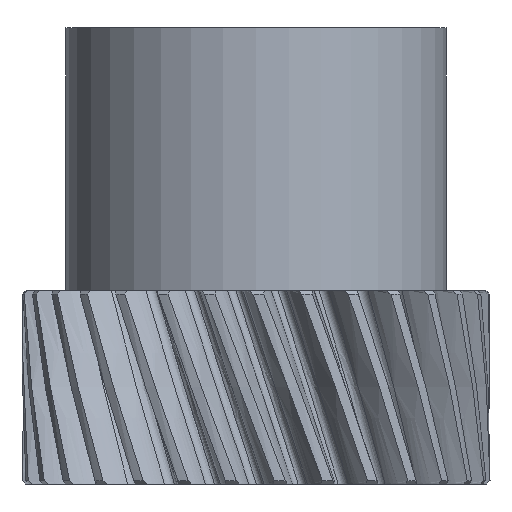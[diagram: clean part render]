
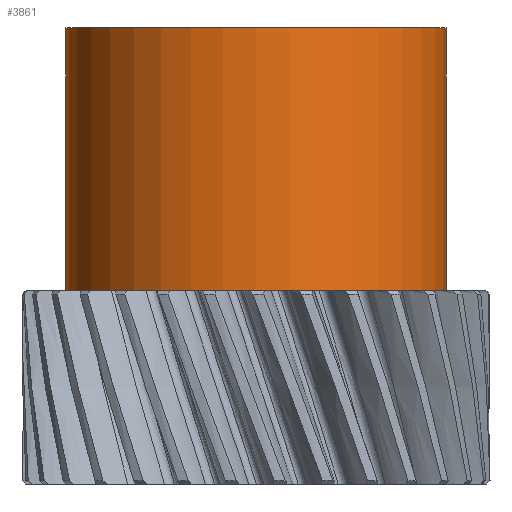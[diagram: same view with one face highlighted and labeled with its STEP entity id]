
A CAD part, front view. The second image highlights one B-rep face of the part: STEP entity #3861.
In plain terms, the highlighted cylindrical face has radius 27.5 mm (diameter 55 mm), a partial arc.
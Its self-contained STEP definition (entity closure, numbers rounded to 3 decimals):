
#3861 = ADVANCED_FACE ( 'NONE', ( #11991 ), #43750, .T. ) ;
#4186 = DIRECTION ( 'NONE',  ( -1., 0., 0. ) ) ;
#11991 = FACE_OUTER_BOUND ( 'NONE', #81007, .T. ) ;
#15879 = CARTESIAN_POINT ( 'NONE',  ( -27.5, 0., 0. ) ) ;
#17042 = DIRECTION ( 'NONE',  ( 0., 0., 1. ) ) ;
#17548 = CARTESIAN_POINT ( 'NONE',  ( 0., 0., -38. ) ) ;
#20006 = EDGE_CURVE ( 'NONE', #43256, #101059, #97594, .T. ) ;
#26076 = CARTESIAN_POINT ( 'NONE',  ( 0., 0., 0. ) ) ;
#26382 = DIRECTION ( 'NONE',  ( -1., 0., 0. ) ) ;
#28265 = AXIS2_PLACEMENT_3D ( 'NONE', #26076, #67203, #4186 ) ;
#29524 = EDGE_CURVE ( 'NONE', #90038, #101059, #99169, .T. ) ;
#34546 = DIRECTION ( 'NONE',  ( 0., 0., -1. ) ) ;
#36420 = DIRECTION ( 'NONE',  ( 0., 0., -1. ) ) ;
#40296 = VECTOR ( 'NONE', #36420, 1000. ) ;
#41882 = CARTESIAN_POINT ( 'NONE',  ( 27.5, 0., 0. ) ) ;
#42903 = EDGE_CURVE ( 'NONE', #43256, #71864, #94288, .T. ) ;
#43256 = VERTEX_POINT ( 'NONE', #77762 ) ;
#43750 = CYLINDRICAL_SURFACE ( 'NONE', #28265, 27.5 ) ;
#47607 = AXIS2_PLACEMENT_3D ( 'NONE', #17548, #17042, #26382 ) ;
#56318 = EDGE_CURVE ( 'NONE', #71864, #90038, #66656, .T. ) ;
#57691 = ORIENTED_EDGE ( 'NONE', *, *, #20006, .F. ) ;
#58883 = ORIENTED_EDGE ( 'NONE', *, *, #56318, .T. ) ;
#59041 = DIRECTION ( 'NONE',  ( -1., 0., 0. ) ) ;
#59436 = ORIENTED_EDGE ( 'NONE', *, *, #29524, .T. ) ;
#65046 = VECTOR ( 'NONE', #75197, 1000. ) ;
#66656 = LINE ( 'NONE', #92161, #40296 ) ;
#67203 = DIRECTION ( 'NONE',  ( 0., 0., -1. ) ) ;
#69321 = AXIS2_PLACEMENT_3D ( 'NONE', #99115, #34546, #59041 ) ;
#71864 = VERTEX_POINT ( 'NONE', #15879 ) ;
#75197 = DIRECTION ( 'NONE',  ( 0., 0., -1. ) ) ;
#75647 = CARTESIAN_POINT ( 'NONE',  ( 27.5, 0., -38. ) ) ;
#77762 = CARTESIAN_POINT ( 'NONE',  ( 27.5, 0., 0. ) ) ;
#81007 = EDGE_LOOP ( 'NONE', ( #57691, #97553, #58883, #59436 ) ) ;
#85719 = CARTESIAN_POINT ( 'NONE',  ( -27.5, 0., -38. ) ) ;
#90038 = VERTEX_POINT ( 'NONE', #85719 ) ;
#92161 = CARTESIAN_POINT ( 'NONE',  ( -27.5, 0., 0. ) ) ;
#94288 = CIRCLE ( 'NONE', #69321, 27.5 ) ;
#97553 = ORIENTED_EDGE ( 'NONE', *, *, #42903, .T. ) ;
#97594 = LINE ( 'NONE', #41882, #65046 ) ;
#99115 = CARTESIAN_POINT ( 'NONE',  ( 0., 0., 0. ) ) ;
#99169 = CIRCLE ( 'NONE', #47607, 27.5 ) ;
#101059 = VERTEX_POINT ( 'NONE', #75647 ) ;
